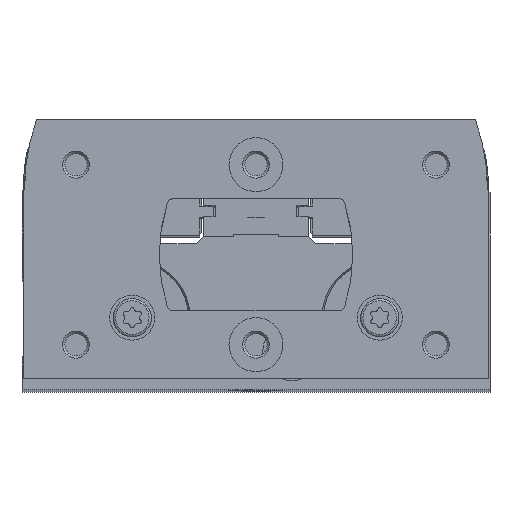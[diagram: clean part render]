
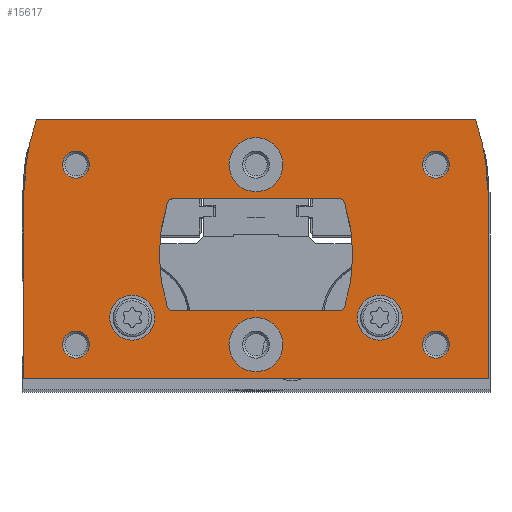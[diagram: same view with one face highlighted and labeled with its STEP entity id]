
A CAD part, top view. The second image highlights one B-rep face of the part: STEP entity #15617.
In plain terms, the highlighted planar face has unit normal (0, 0, 1).
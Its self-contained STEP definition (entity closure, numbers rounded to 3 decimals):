
#553=LINE('',#24413,#1443);
#558=LINE('',#24423,#1448);
#577=LINE('',#24472,#1467);
#583=LINE('',#24484,#1473);
#597=LINE('',#24555,#1487);
#599=LINE('',#24558,#1489);
#600=LINE('',#24622,#1490);
#601=LINE('',#24642,#1491);
#1443=VECTOR('',#19735,1000.);
#1448=VECTOR('',#19742,1000.);
#1467=VECTOR('',#19779,1000.);
#1473=VECTOR('',#19789,1000.);
#1487=VECTOR('',#19841,1000.);
#1489=VECTOR('',#19845,1000.);
#1490=VECTOR('',#19910,1000.);
#1491=VECTOR('',#19931,1000.);
#2063=PLANE('',#16876);
#3727=ORIENTED_EDGE('',*,*,#6929,.F.);
#3728=ORIENTED_EDGE('',*,*,#6930,.F.);
#3729=ORIENTED_EDGE('',*,*,#6931,.T.);
#3730=ORIENTED_EDGE('',*,*,#6932,.T.);
#3731=ORIENTED_EDGE('',*,*,#6933,.T.);
#3732=ORIENTED_EDGE('',*,*,#6934,.T.);
#3733=ORIENTED_EDGE('',*,*,#6935,.T.);
#3734=ORIENTED_EDGE('',*,*,#6936,.T.);
#3735=ORIENTED_EDGE('',*,*,#6877,.F.);
#3736=ORIENTED_EDGE('',*,*,#6894,.F.);
#3737=ORIENTED_EDGE('',*,*,#6889,.F.);
#3738=ORIENTED_EDGE('',*,*,#6886,.F.);
#3739=ORIENTED_EDGE('',*,*,#6937,.F.);
#3740=ORIENTED_EDGE('',*,*,#6938,.F.);
#3741=ORIENTED_EDGE('',*,*,#6939,.F.);
#3742=ORIENTED_EDGE('',*,*,#6880,.F.);
#3743=ORIENTED_EDGE('',*,*,#6864,.T.);
#3744=ORIENTED_EDGE('',*,*,#6858,.T.);
#3745=ORIENTED_EDGE('',*,*,#6896,.T.);
#3746=ORIENTED_EDGE('',*,*,#6828,.T.);
#3747=ORIENTED_EDGE('',*,*,#6833,.T.);
#3748=ORIENTED_EDGE('',*,*,#6837,.T.);
#3749=ORIENTED_EDGE('',*,*,#6928,.T.);
#3750=ORIENTED_EDGE('',*,*,#6870,.T.);
#6828=EDGE_CURVE('',#8574,#8573,#553,.T.);
#6833=EDGE_CURVE('',#8573,#8577,#558,.T.);
#6837=EDGE_CURVE('',#8577,#8579,#9721,.T.);
#6858=EDGE_CURVE('',#8596,#8598,#577,.T.);
#6864=EDGE_CURVE('',#8602,#8596,#583,.T.);
#6870=EDGE_CURVE('',#8607,#8602,#9727,.T.);
#6877=EDGE_CURVE('',#8611,#8612,#9730,.T.);
#6880=EDGE_CURVE('',#8612,#8613,#9731,.T.);
#6886=EDGE_CURVE('',#8617,#8618,#9734,.T.);
#6889=EDGE_CURVE('',#8618,#8620,#9735,.T.);
#6894=EDGE_CURVE('',#8620,#8611,#597,.T.);
#6896=EDGE_CURVE('',#8598,#8574,#599,.T.);
#6928=EDGE_CURVE('',#8579,#8607,#600,.T.);
#6929=EDGE_CURVE('',#8654,#8654,#9769,.T.);
#6930=EDGE_CURVE('',#8655,#8655,#9770,.T.);
#6931=EDGE_CURVE('',#8656,#8656,#9771,.T.);
#6932=EDGE_CURVE('',#8657,#8657,#9772,.T.);
#6933=EDGE_CURVE('',#8658,#8658,#9773,.T.);
#6934=EDGE_CURVE('',#8659,#8659,#9774,.T.);
#6935=EDGE_CURVE('',#8660,#8660,#9775,.T.);
#6936=EDGE_CURVE('',#8661,#8661,#9776,.T.);
#6937=EDGE_CURVE('',#8662,#8617,#9777,.T.);
#6938=EDGE_CURVE('',#8663,#8662,#601,.T.);
#6939=EDGE_CURVE('',#8613,#8663,#9778,.T.);
#8573=VERTEX_POINT('',#24412);
#8574=VERTEX_POINT('',#24414);
#8577=VERTEX_POINT('',#24422);
#8579=VERTEX_POINT('',#24429);
#8596=VERTEX_POINT('',#24466);
#8598=VERTEX_POINT('',#24471);
#8602=VERTEX_POINT('',#24482);
#8607=VERTEX_POINT('',#24497);
#8611=VERTEX_POINT('',#24512);
#8612=VERTEX_POINT('',#24514);
#8613=VERTEX_POINT('',#24522);
#8617=VERTEX_POINT('',#24535);
#8618=VERTEX_POINT('',#24537);
#8620=VERTEX_POINT('',#24547);
#8654=VERTEX_POINT('',#24625);
#8655=VERTEX_POINT('',#24627);
#8656=VERTEX_POINT('',#24629);
#8657=VERTEX_POINT('',#24631);
#8658=VERTEX_POINT('',#24633);
#8659=VERTEX_POINT('',#24635);
#8660=VERTEX_POINT('',#24637);
#8661=VERTEX_POINT('',#24639);
#8662=VERTEX_POINT('',#24641);
#8663=VERTEX_POINT('',#24643);
#9721=CIRCLE('',#16815,46.);
#9727=CIRCLE('',#16827,46.);
#9730=CIRCLE('',#16831,1.5);
#9731=CIRCLE('',#16833,38.);
#9734=CIRCLE('',#16837,38.);
#9735=CIRCLE('',#16839,1.5);
#9769=CIRCLE('',#16877,5.);
#9770=CIRCLE('',#16878,5.);
#9771=CIRCLE('',#16879,6.);
#9772=CIRCLE('',#16880,6.);
#9773=CIRCLE('',#16881,3.);
#9774=CIRCLE('',#16882,3.);
#9775=CIRCLE('',#16883,3.);
#9776=CIRCLE('',#16884,3.);
#9777=CIRCLE('',#16885,1.5);
#9778=CIRCLE('',#16886,1.5);
#10878=EDGE_LOOP('',(#3727));
#10879=EDGE_LOOP('',(#3728));
#10880=EDGE_LOOP('',(#3729));
#10881=EDGE_LOOP('',(#3730));
#10882=EDGE_LOOP('',(#3731));
#10883=EDGE_LOOP('',(#3732));
#10884=EDGE_LOOP('',(#3733));
#10885=EDGE_LOOP('',(#3734));
#10886=EDGE_LOOP('',(#3735,#3736,#3737,#3738,#3739,#3740,#3741,#3742));
#10887=EDGE_LOOP('',(#3743,#3744,#3745,#3746,#3747,#3748,#3749,#3750));
#12120=FACE_BOUND('',#10878,.T.);
#12121=FACE_BOUND('',#10879,.T.);
#12122=FACE_BOUND('',#10880,.T.);
#12123=FACE_BOUND('',#10881,.T.);
#12124=FACE_BOUND('',#10882,.T.);
#12125=FACE_BOUND('',#10883,.T.);
#12126=FACE_BOUND('',#10884,.T.);
#12127=FACE_BOUND('',#10885,.T.);
#12128=FACE_BOUND('',#10886,.T.);
#12129=FACE_BOUND('',#10887,.T.);
#15617=ADVANCED_FACE('',(#12120,#12121,#12122,#12123,#12124,#12125,#12126,
#12127,#12128,#12129),#2063,.T.);
#16815=AXIS2_PLACEMENT_3D('',#24430,#19749,#19750);
#16827=AXIS2_PLACEMENT_3D('',#24496,#19800,#19801);
#16831=AXIS2_PLACEMENT_3D('',#24513,#19811,#19812);
#16833=AXIS2_PLACEMENT_3D('',#24521,#19816,#19817);
#16837=AXIS2_PLACEMENT_3D('',#24536,#19826,#19827);
#16839=AXIS2_PLACEMENT_3D('',#24546,#19831,#19832);
#16876=AXIS2_PLACEMENT_3D('',#24623,#19911,#19912);
#16877=AXIS2_PLACEMENT_3D('',#24624,#19913,#19914);
#16878=AXIS2_PLACEMENT_3D('',#24626,#19915,#19916);
#16879=AXIS2_PLACEMENT_3D('',#24628,#19917,#19918);
#16880=AXIS2_PLACEMENT_3D('',#24630,#19919,#19920);
#16881=AXIS2_PLACEMENT_3D('',#24632,#19921,#19922);
#16882=AXIS2_PLACEMENT_3D('',#24634,#19923,#19924);
#16883=AXIS2_PLACEMENT_3D('',#24636,#19925,#19926);
#16884=AXIS2_PLACEMENT_3D('',#24638,#19927,#19928);
#16885=AXIS2_PLACEMENT_3D('',#24640,#19929,#19930);
#16886=AXIS2_PLACEMENT_3D('',#24644,#19932,#19933);
#19735=DIRECTION('',(0.,1.,0.));
#19742=DIRECTION('',(-0.866,0.5,0.));
#19749=DIRECTION('',(0.,0.,1.));
#19750=DIRECTION('',(1.,0.,0.));
#19779=DIRECTION('',(0.,-1.,0.));
#19789=DIRECTION('',(-0.866,-0.5,0.));
#19800=DIRECTION('',(0.,0.,1.));
#19801=DIRECTION('',(1.,0.,0.));
#19811=DIRECTION('',(0.,0.,1.));
#19812=DIRECTION('',(1.,0.,0.));
#19816=DIRECTION('',(0.,0.,1.));
#19817=DIRECTION('',(1.,0.,0.));
#19826=DIRECTION('',(0.,0.,1.));
#19827=DIRECTION('',(1.,0.,0.));
#19831=DIRECTION('',(0.,0.,1.));
#19832=DIRECTION('',(1.,0.,0.));
#19841=DIRECTION('',(-1.,0.,0.));
#19845=DIRECTION('',(1.,0.,0.));
#19910=DIRECTION('',(-1.,0.,0.));
#19911=DIRECTION('',(0.,0.,1.));
#19912=DIRECTION('',(1.,0.,0.));
#19913=DIRECTION('',(0.,0.,1.));
#19914=DIRECTION('',(1.,0.,0.));
#19915=DIRECTION('',(0.,0.,1.));
#19916=DIRECTION('',(1.,0.,0.));
#19917=DIRECTION('',(0.,0.,-1.));
#19918=DIRECTION('',(-1.,0.,0.));
#19919=DIRECTION('',(0.,0.,-1.));
#19920=DIRECTION('',(-1.,0.,0.));
#19921=DIRECTION('',(0.,0.,-1.));
#19922=DIRECTION('',(-1.,0.,0.));
#19923=DIRECTION('',(0.,0.,-1.));
#19924=DIRECTION('',(-1.,0.,0.));
#19925=DIRECTION('',(0.,0.,-1.));
#19926=DIRECTION('',(-1.,0.,0.));
#19927=DIRECTION('',(0.,0.,-1.));
#19928=DIRECTION('',(-1.,0.,0.));
#19929=DIRECTION('',(0.,0.,1.));
#19930=DIRECTION('',(1.,0.,0.));
#19931=DIRECTION('',(1.,0.,0.));
#19932=DIRECTION('',(0.,0.,1.));
#19933=DIRECTION('',(1.,0.,0.));
#24412=CARTESIAN_POINT('',(51.75,41.827,0.));
#24413=CARTESIAN_POINT('',(51.75,0.,0.));
#24414=CARTESIAN_POINT('',(51.75,0.,0.));
#24422=CARTESIAN_POINT('',(51.45,42.,0.));
#24423=CARTESIAN_POINT('',(51.75,41.827,0.));
#24429=CARTESIAN_POINT('',(48.76,57.5,0.));
#24430=CARTESIAN_POINT('',(5.45,42.,0.));
#24466=CARTESIAN_POINT('',(-51.75,41.827,0.));
#24471=CARTESIAN_POINT('',(-51.75,0.,0.));
#24472=CARTESIAN_POINT('',(-51.75,41.827,0.));
#24482=CARTESIAN_POINT('',(-51.45,42.,0.));
#24484=CARTESIAN_POINT('',(-51.45,42.,0.));
#24496=CARTESIAN_POINT('',(-5.45,42.,0.));
#24497=CARTESIAN_POINT('',(-48.76,57.5,0.));
#24512=CARTESIAN_POINT('',(-18.303,40.,0.));
#24513=CARTESIAN_POINT('',(-18.303,38.5,0.));
#24514=CARTESIAN_POINT('',(-19.733,38.952,0.));
#24521=CARTESIAN_POINT('',(16.5,27.5,0.));
#24522=CARTESIAN_POINT('',(-19.733,16.048,0.));
#24535=CARTESIAN_POINT('',(19.733,16.048,0.));
#24536=CARTESIAN_POINT('',(-16.5,27.5,0.));
#24537=CARTESIAN_POINT('',(19.733,38.952,0.));
#24546=CARTESIAN_POINT('',(18.303,38.5,0.));
#24547=CARTESIAN_POINT('',(18.303,40.,0.));
#24555=CARTESIAN_POINT('',(18.303,40.,0.));
#24558=CARTESIAN_POINT('',(-51.75,0.,0.));
#24622=CARTESIAN_POINT('',(48.76,57.5,0.));
#24623=CARTESIAN_POINT('',(5.45,42.,0.));
#24624=CARTESIAN_POINT('',(-27.5,13.5,0.));
#24625=CARTESIAN_POINT('',(-22.5,13.5,0.));
#24626=CARTESIAN_POINT('',(27.5,13.5,0.));
#24627=CARTESIAN_POINT('',(32.5,13.5,0.));
#24628=CARTESIAN_POINT('',(0.,7.5,0.));
#24629=CARTESIAN_POINT('',(-6.,7.5,0.));
#24630=CARTESIAN_POINT('',(0.,47.5,0.));
#24631=CARTESIAN_POINT('',(-6.,47.5,0.));
#24632=CARTESIAN_POINT('',(40.,7.5,0.));
#24633=CARTESIAN_POINT('',(37.,7.5,0.));
#24634=CARTESIAN_POINT('',(-40.,7.5,0.));
#24635=CARTESIAN_POINT('',(-43.,7.5,0.));
#24636=CARTESIAN_POINT('',(-40.,47.5,0.));
#24637=CARTESIAN_POINT('',(-43.,47.5,0.));
#24638=CARTESIAN_POINT('',(40.,47.5,0.));
#24639=CARTESIAN_POINT('',(37.,47.5,0.));
#24640=CARTESIAN_POINT('',(18.303,16.5,0.));
#24641=CARTESIAN_POINT('',(18.303,15.,0.));
#24642=CARTESIAN_POINT('',(-18.303,15.,0.));
#24643=CARTESIAN_POINT('',(-18.303,15.,0.));
#24644=CARTESIAN_POINT('',(-18.303,16.5,0.));
